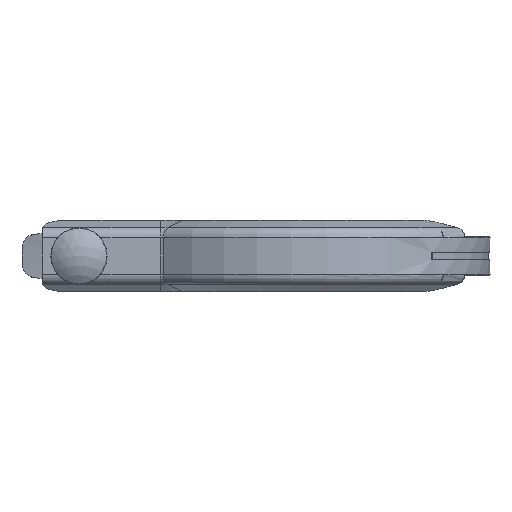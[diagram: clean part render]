
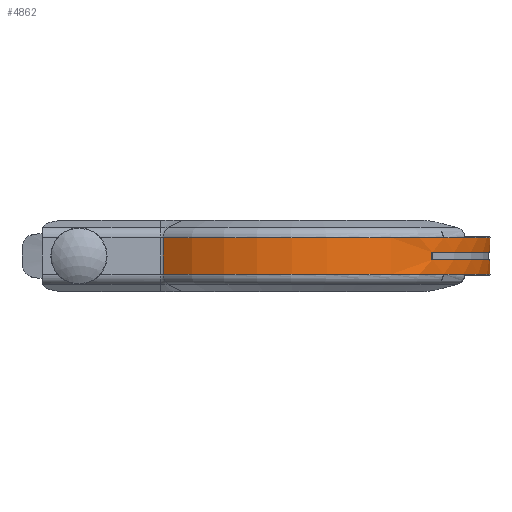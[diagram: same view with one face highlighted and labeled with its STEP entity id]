
A CAD part, front view. The second image highlights one B-rep face of the part: STEP entity #4862.
In plain terms, the highlighted cylindrical face has radius 41.4 mm (diameter 82.8 mm), a partial arc.
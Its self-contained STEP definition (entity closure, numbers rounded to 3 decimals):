
#285 = AXIS2_PLACEMENT_3D ( 'NONE', #9029, #2352, #3445 ) ;
#292 = ORIENTED_EDGE ( 'NONE', *, *, #11921, .T. ) ;
#320 = EDGE_CURVE ( 'NONE', #1051, #4552, #10139, .T. ) ;
#408 = AXIS2_PLACEMENT_3D ( 'NONE', #10821, #11761, #6158 ) ;
#544 = EDGE_CURVE ( 'NONE', #5537, #10960, #6914, .T. ) ;
#639 = DIRECTION ( 'NONE',  ( 0., 0., 1. ) ) ;
#682 = CARTESIAN_POINT ( 'NONE',  ( 29.486, -29.061, 0. ) ) ;
#729 = CARTESIAN_POINT ( 'NONE',  ( 29.486, -29.061, 0.75 ) ) ;
#775 = VERTEX_POINT ( 'NONE', #729 ) ;
#787 = ORIENTED_EDGE ( 'NONE', *, *, #544, .T. ) ;
#1051 = VERTEX_POINT ( 'NONE', #10522 ) ;
#1152 = FACE_OUTER_BOUND ( 'NONE', #4434, .T. ) ;
#1506 = CARTESIAN_POINT ( 'NONE',  ( -25.995, 32.222, 0. ) ) ;
#1679 = DIRECTION ( 'NONE',  ( 0., 0., -1. ) ) ;
#1706 = CARTESIAN_POINT ( 'NONE',  ( 0., 0., 0.75 ) ) ;
#2023 = VECTOR ( 'NONE', #639, 1000. ) ;
#2162 = DIRECTION ( 'NONE',  ( 0., 0., -1. ) ) ;
#2188 = VECTOR ( 'NONE', #2162, 1000. ) ;
#2352 = DIRECTION ( 'NONE',  ( 0., 0., 1. ) ) ;
#2420 = CARTESIAN_POINT ( 'NONE',  ( -25.995, 32.222, -3.782 ) ) ;
#2603 = CIRCLE ( 'NONE', #285, 41.4 ) ;
#2660 = DIRECTION ( 'NONE',  ( 0., 0., 1. ) ) ;
#2703 = DIRECTION ( 'NONE',  ( -1., 0., 0. ) ) ;
#2835 = ORIENTED_EDGE ( 'NONE', *, *, #4052, .T. ) ;
#2983 = CIRCLE ( 'NONE', #4393, 41.4 ) ;
#3047 = ORIENTED_EDGE ( 'NONE', *, *, #10027, .T. ) ;
#3261 = CARTESIAN_POINT ( 'NONE',  ( 24.974, 33.019, 0. ) ) ;
#3283 = EDGE_CURVE ( 'NONE', #11139, #5537, #10086, .T. ) ;
#3317 = ORIENTED_EDGE ( 'NONE', *, *, #7457, .T. ) ;
#3346 = FACE_BOUND ( 'NONE', #9620, .T. ) ;
#3445 = DIRECTION ( 'NONE',  ( -1., 0., 0. ) ) ;
#3524 = DIRECTION ( 'NONE',  ( 0., 0., 1. ) ) ;
#3784 = CARTESIAN_POINT ( 'NONE',  ( -25.995, 32.222, 3.782 ) ) ;
#3903 = ORIENTED_EDGE ( 'NONE', *, *, #12080, .T. ) ;
#4052 = EDGE_CURVE ( 'NONE', #9618, #1051, #7740, .T. ) ;
#4393 = AXIS2_PLACEMENT_3D ( 'NONE', #1706, #2660, #2703 ) ;
#4434 = EDGE_LOOP ( 'NONE', ( #7358, #787, #292, #3903 ) ) ;
#4552 = VERTEX_POINT ( 'NONE', #5353 ) ;
#4814 = VECTOR ( 'NONE', #3524, 1000. ) ;
#4862 = ADVANCED_FACE ( 'NONE', ( #1152, #3346 ), #7133, .T. ) ;
#5183 = AXIS2_PLACEMENT_3D ( 'NONE', #10034, #1679, #6361 ) ;
#5353 = CARTESIAN_POINT ( 'NONE',  ( 29.486, -29.061, -0.75 ) ) ;
#5537 = VERTEX_POINT ( 'NONE', #11642 ) ;
#5772 = DIRECTION ( 'NONE',  ( 0., 0., -1. ) ) ;
#5985 = ORIENTED_EDGE ( 'NONE', *, *, #320, .T. ) ;
#6158 = DIRECTION ( 'NONE',  ( -1., 0., 0. ) ) ;
#6195 = CARTESIAN_POINT ( 'NONE',  ( 24.974, 33.019, 0.75 ) ) ;
#6361 = DIRECTION ( 'NONE',  ( -1., 0., 0. ) ) ;
#6417 = LINE ( 'NONE', #1506, #4814 ) ;
#6778 = VERTEX_POINT ( 'NONE', #2420 ) ;
#6914 = LINE ( 'NONE', #8865, #7195 ) ;
#7133 = CYLINDRICAL_SURFACE ( 'NONE', #5183, 41.4 ) ;
#7178 = CARTESIAN_POINT ( 'NONE',  ( -25.995, -32.222, -3.782 ) ) ;
#7195 = VECTOR ( 'NONE', #11723, 1000. ) ;
#7358 = ORIENTED_EDGE ( 'NONE', *, *, #3283, .T. ) ;
#7457 = EDGE_CURVE ( 'NONE', #4552, #775, #10535, .T. ) ;
#7740 = LINE ( 'NONE', #3261, #2188 ) ;
#8684 = AXIS2_PLACEMENT_3D ( 'NONE', #11360, #5772, #11403 ) ;
#8865 = CARTESIAN_POINT ( 'NONE',  ( -25.995, -32.222, 0. ) ) ;
#9029 = CARTESIAN_POINT ( 'NONE',  ( 0., 0., -3.782 ) ) ;
#9618 = VERTEX_POINT ( 'NONE', #6195 ) ;
#9620 = EDGE_LOOP ( 'NONE', ( #2835, #5985, #3317, #3047 ) ) ;
#10027 = EDGE_CURVE ( 'NONE', #775, #9618, #2983, .T. ) ;
#10034 = CARTESIAN_POINT ( 'NONE',  ( 0., 0., 0. ) ) ;
#10086 = CIRCLE ( 'NONE', #8684, 41.4 ) ;
#10139 = CIRCLE ( 'NONE', #408, 41.4 ) ;
#10522 = CARTESIAN_POINT ( 'NONE',  ( 24.974, 33.019, -0.75 ) ) ;
#10535 = LINE ( 'NONE', #682, #2023 ) ;
#10821 = CARTESIAN_POINT ( 'NONE',  ( 0., 0., -0.75 ) ) ;
#10960 = VERTEX_POINT ( 'NONE', #7178 ) ;
#11139 = VERTEX_POINT ( 'NONE', #3784 ) ;
#11360 = CARTESIAN_POINT ( 'NONE',  ( 0., 0., 3.782 ) ) ;
#11403 = DIRECTION ( 'NONE',  ( -1., 0., 0. ) ) ;
#11642 = CARTESIAN_POINT ( 'NONE',  ( -25.995, -32.222, 3.782 ) ) ;
#11723 = DIRECTION ( 'NONE',  ( 0., 0., -1. ) ) ;
#11761 = DIRECTION ( 'NONE',  ( 0., 0., -1. ) ) ;
#11921 = EDGE_CURVE ( 'NONE', #10960, #6778, #2603, .T. ) ;
#12080 = EDGE_CURVE ( 'NONE', #6778, #11139, #6417, .T. ) ;
